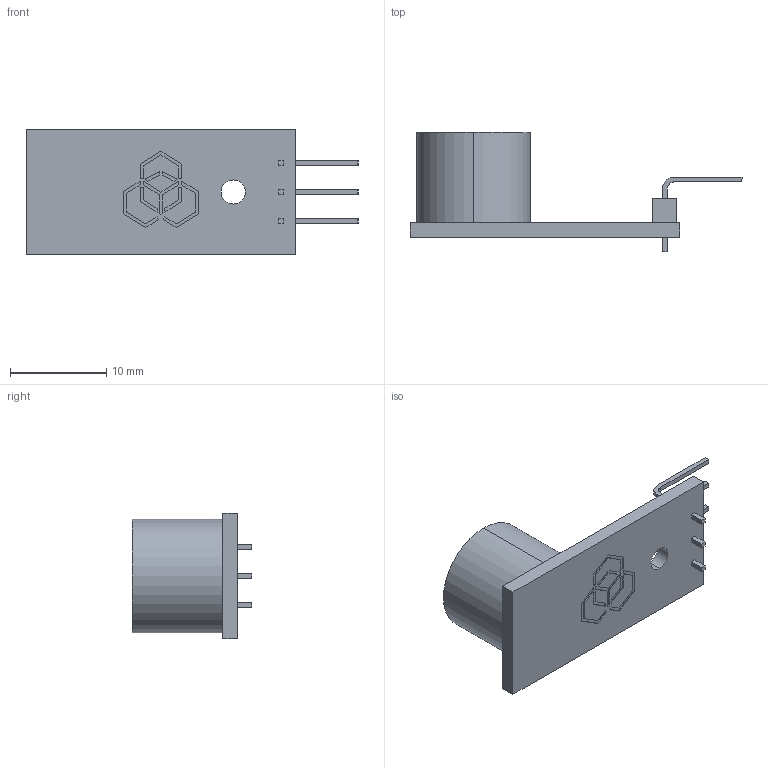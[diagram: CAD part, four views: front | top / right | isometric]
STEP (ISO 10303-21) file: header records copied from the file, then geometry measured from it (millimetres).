
FILE_DESCRIPTION (( 'STEP AP214' ), '1' );
FILE_NAME ('求祆屦.STEP', '2015-11-08T08:52:12', ( '' ), ( '' ), 'SwSTEP 2.0', 'SolidWorks 2015', '' );
FILE_SCHEMA (( 'AUTOMOTIVE_DESIGN' ));
Length unit declared in the file: millimetre
Products named in the file (1): ⑴擤歑
Bounding box: 34.45 x 12.4 x 13 mm (x, y, z)
Volume: 1620.5 mm3; surface area: 1584 mm2
Topology: 6 solids, 6 shells, 133 faces, 330 edges, 220 vertices
Faces by surface type: plane 123, cylinder 10
Entity records: 4660 total; most frequent: CARTESIAN_POINT 684, ORIENTED_EDGE 660, DIRECTION 618, EDGE_CURVE 330, LINE 310, VECTOR 310, VERTEX_POINT 220, AXIS2_PLACEMENT_3D 154
